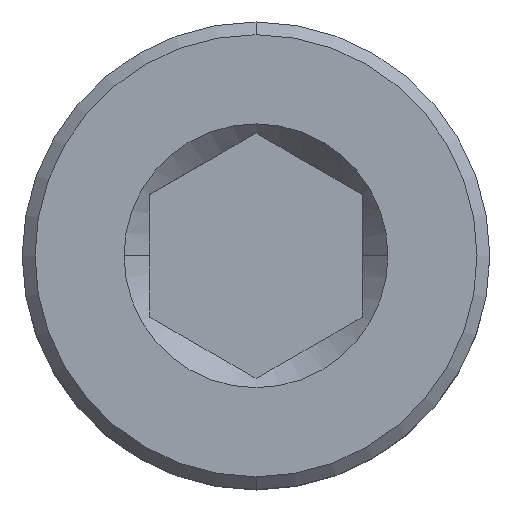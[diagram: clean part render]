
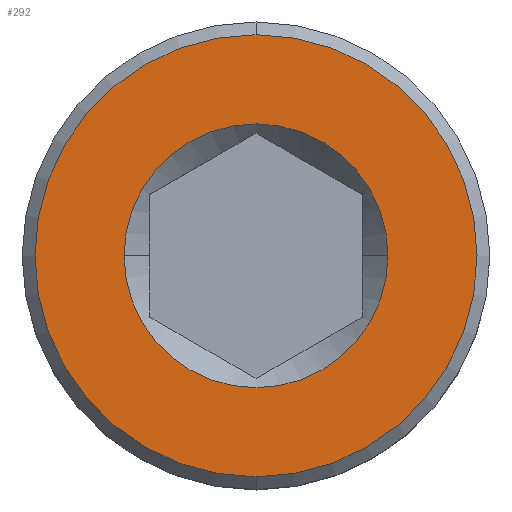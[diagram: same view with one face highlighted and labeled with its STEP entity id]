
A CAD part, top view. The second image highlights one B-rep face of the part: STEP entity #292.
In plain terms, the highlighted planar face has unit normal (0, 0, 1).
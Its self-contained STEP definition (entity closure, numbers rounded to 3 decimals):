
#2 = CARTESIAN_POINT ( 'NONE',  ( 0., 0., 4. ) ) ;
#37 = DIRECTION ( 'NONE',  ( 1., 0., 0. ) ) ;
#38 = VERTEX_POINT ( 'NONE', #617 ) ;
#45 = VERTEX_POINT ( 'NONE', #193 ) ;
#46 = DIRECTION ( 'NONE',  ( 0., 0., -1. ) ) ;
#84 = CARTESIAN_POINT ( 'NONE',  ( 1.552, 0., 4. ) ) ;
#97 = AXIS2_PLACEMENT_3D ( 'NONE', #559, #731, #371 ) ;
#113 = DIRECTION ( 'NONE',  ( 0., 0., 1. ) ) ;
#122 = CARTESIAN_POINT ( 'NONE',  ( 0., 0., 4. ) ) ;
#136 = FACE_OUTER_BOUND ( 'NONE', #564, .T. ) ;
#140 = PLANE ( 'NONE',  #97 ) ;
#169 = FACE_BOUND ( 'NONE', #245, .T. ) ;
#177 = DIRECTION ( 'NONE',  ( 0., 1., 0. ) ) ;
#185 = ORIENTED_EDGE ( 'NONE', *, *, #335, .F. ) ;
#193 = CARTESIAN_POINT ( 'NONE',  ( 0., 2.6, 4. ) ) ;
#218 = AXIS2_PLACEMENT_3D ( 'NONE', #280, #697, #37 ) ;
#245 = EDGE_LOOP ( 'NONE', ( #185, #577 ) ) ;
#280 = CARTESIAN_POINT ( 'NONE',  ( 0., 0., 4. ) ) ;
#287 = VERTEX_POINT ( 'NONE', #84 ) ;
#292 = ADVANCED_FACE ( 'NONE', ( #169, #136 ), #140, .T. ) ;
#308 = ORIENTED_EDGE ( 'NONE', *, *, #487, .F. ) ;
#335 = EDGE_CURVE ( 'NONE', #287, #508, #689, .T. ) ;
#345 = CIRCLE ( 'NONE', #426, 1.552 ) ;
#371 = DIRECTION ( 'NONE',  ( 0., -1., 0. ) ) ;
#395 = AXIS2_PLACEMENT_3D ( 'NONE', #122, #46, #650 ) ;
#426 = AXIS2_PLACEMENT_3D ( 'NONE', #2, #113, #588 ) ;
#465 = CIRCLE ( 'NONE', #395, 2.6 ) ;
#468 = EDGE_CURVE ( 'NONE', #38, #45, #589, .T. ) ;
#479 = CARTESIAN_POINT ( 'NONE',  ( -1.552, 0., 4. ) ) ;
#485 = ORIENTED_EDGE ( 'NONE', *, *, #468, .F. ) ;
#487 = EDGE_CURVE ( 'NONE', #45, #38, #465, .T. ) ;
#508 = VERTEX_POINT ( 'NONE', #479 ) ;
#513 = EDGE_CURVE ( 'NONE', #508, #287, #345, .T. ) ;
#523 = CARTESIAN_POINT ( 'NONE',  ( 0., 0., 4. ) ) ;
#559 = CARTESIAN_POINT ( 'NONE',  ( 0., 0., 4. ) ) ;
#564 = EDGE_LOOP ( 'NONE', ( #308, #485 ) ) ;
#577 = ORIENTED_EDGE ( 'NONE', *, *, #513, .F. ) ;
#588 = DIRECTION ( 'NONE',  ( 1., 0., 0. ) ) ;
#589 = CIRCLE ( 'NONE', #667, 2.6 ) ;
#617 = CARTESIAN_POINT ( 'NONE',  ( 0., -2.6, 4. ) ) ;
#623 = DIRECTION ( 'NONE',  ( 0., 0., -1. ) ) ;
#650 = DIRECTION ( 'NONE',  ( 0., 1., 0. ) ) ;
#667 = AXIS2_PLACEMENT_3D ( 'NONE', #523, #623, #177 ) ;
#689 = CIRCLE ( 'NONE', #218, 1.552 ) ;
#697 = DIRECTION ( 'NONE',  ( 0., 0., 1. ) ) ;
#731 = DIRECTION ( 'NONE',  ( 0., 0., 1. ) ) ;
